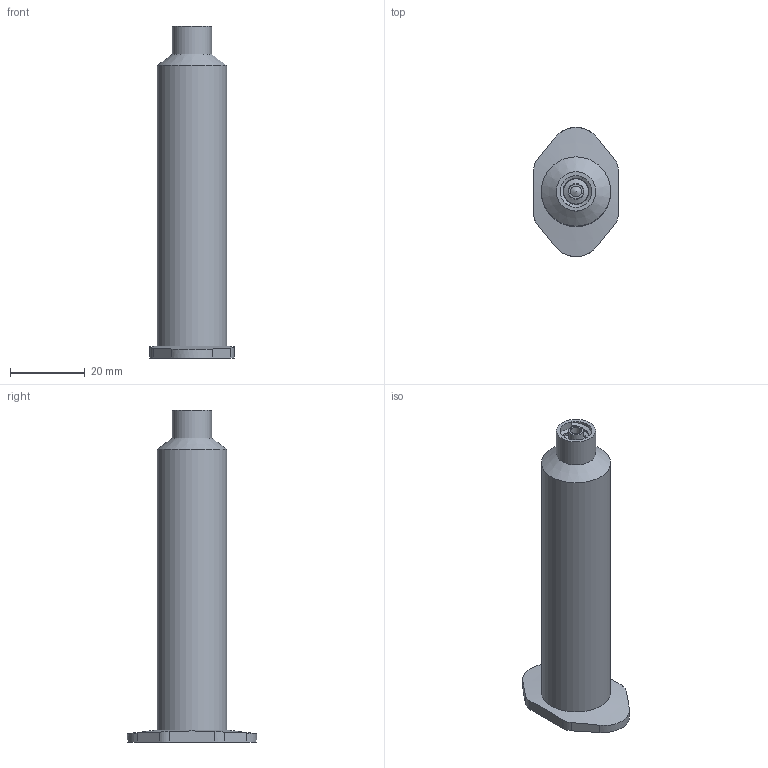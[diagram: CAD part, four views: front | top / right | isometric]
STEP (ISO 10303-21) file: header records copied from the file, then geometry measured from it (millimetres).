
FILE_DESCRIPTION(('STEP AP214'), '1');
FILE_NAME('栖闉罻', '', ('UNSPECIFIED'), ('UNSPECIFIED'), 'ASCON STEP Converter 1.6', 'ASCON Math Kernel', '');
FILE_SCHEMA(('AUTOMOTIVE_DESIGN { 1 0 10303 214 3 1 1}'));
Length unit declared in the file: millimetre
Assembly tree (2 placements, depth 2):
  (unnamed)
    (unnamed)
    (unnamed)
Bounding box: 22.5 x 34.5 x 88.7 mm (x, y, z)
Volume: 8208.3 mm3; surface area: 11752.6 mm2
Topology: 2 solids, 2 shells, 60 faces, 150 edges, 95 vertices
Faces by surface type: plane 24, cylinder 15, cone 13, bspline 6, torus 2
Full cylindrical faces by diameter (mm): 8.5 x1, 10.5 x1, 15.75 x2, 18.5 x1
Entity records: 5399 total; most frequent: CARTESIAN_POINT 3542, ORIENTED_EDGE 252, DIRECTION 236, EDGE_CURVE 126, AXIS2_PLACEMENT_3D 95, VERTEX_POINT 88, EDGE_LOOP 76, COLOUR_RGB 61
